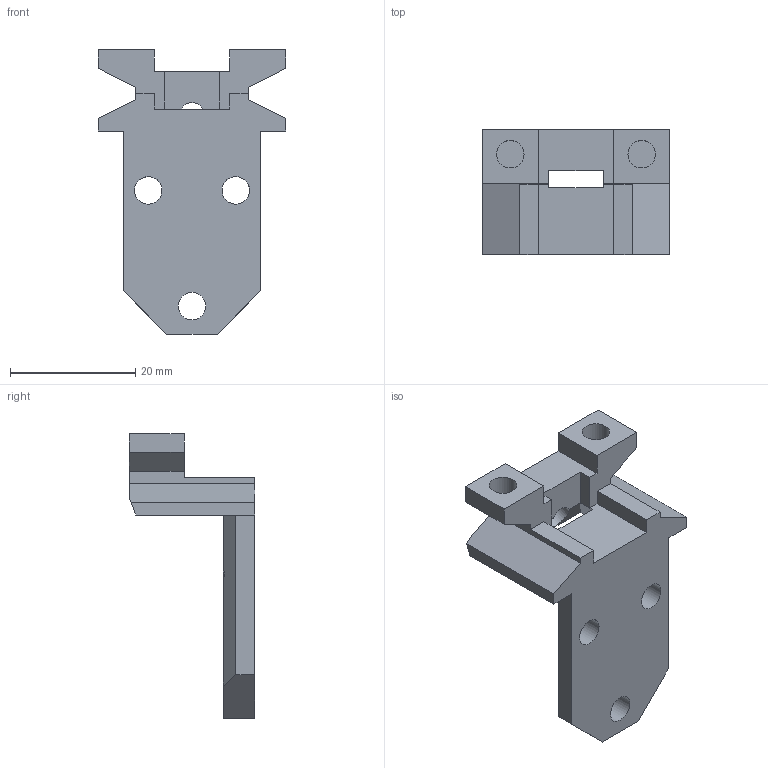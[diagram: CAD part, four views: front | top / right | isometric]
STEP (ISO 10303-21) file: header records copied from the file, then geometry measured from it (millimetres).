
FILE_DESCRIPTION(('STEP AP214'),'1');
FILE_NAME('Hot End Key 4010 Zombied _2020_.stp','2023-05-21T00:42:08',(' '),(' '),'Spatial InterOp 3D',' ',' ');
FILE_SCHEMA(('AUTOMOTIVE_DESIGN { 1 0 10303 214 1 1 1 1 }'));
Length unit declared in the file: millimetre
Products named in the file (1): 4010 Key z
Bounding box: 30 x 20 x 45.5 mm (x, y, z)
Volume: 6331.8 mm3; surface area: 4191.8 mm2
Topology: 1 solids, 1 shells, 49 faces, 145 edges, 96 vertices
Faces by surface type: plane 43, cylinder 6
Full cylindrical faces by diameter (mm): 4.4 x6
Entity records: 2672 total; most frequent: CARTESIAN_POINT 307, ORIENTED_EDGE 276, DIRECTION 241, STYLED_ITEM 182, PRESENTATION_STYLE_ASSIGNMENT 182, COLOUR_RGB 182, EDGE_CURVE 138, CURVE_STYLE 132
